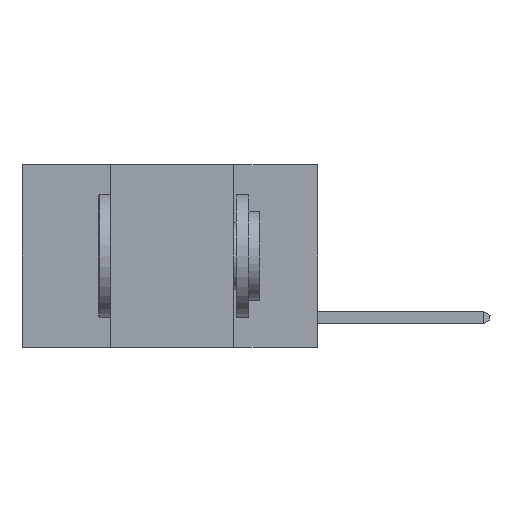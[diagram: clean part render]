
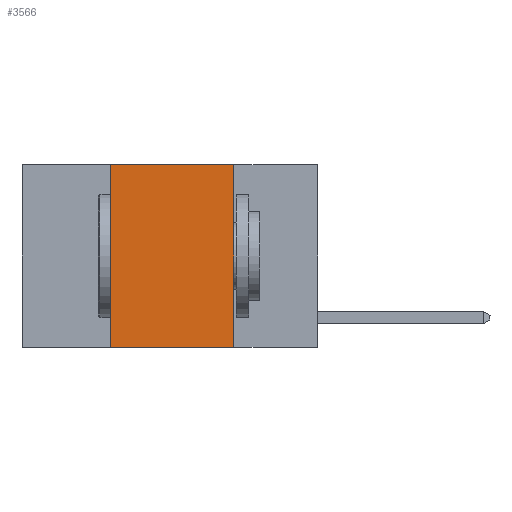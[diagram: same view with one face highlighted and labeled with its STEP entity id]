
A CAD part, left-side view. The second image highlights one B-rep face of the part: STEP entity #3566.
In plain terms, the highlighted planar face has unit normal (-1, 0, 0).
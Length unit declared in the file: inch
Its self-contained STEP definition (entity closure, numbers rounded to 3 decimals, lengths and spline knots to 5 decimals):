
#531 = EDGE_CURVE ( 'NONE', #6154, #9377, #8974, .T. ) ;
#580 = CARTESIAN_POINT ( 'NONE',  ( 0., 0.17, -0.37 ) ) ;
#1153 = CARTESIAN_POINT ( 'NONE',  ( 0., 0.6, 0. ) ) ;
#1189 = CARTESIAN_POINT ( 'NONE',  ( 0., 0.6, -0.37 ) ) ;
#1689 = LINE ( 'NONE', #5909, #6476 ) ;
#2343 = DIRECTION ( 'NONE',  ( 0., 0., -1. ) ) ;
#2815 = ORIENTED_EDGE ( 'NONE', *, *, #3564, .T. ) ;
#3564 = EDGE_CURVE ( 'NONE', #6154, #5581, #4946, .T. ) ;
#3566 = ADVANCED_FACE ( 'NONE', ( #6696 ), #4653, .F. ) ;
#3663 = ORIENTED_EDGE ( 'NONE', *, *, #10200, .F. ) ;
#3826 = CARTESIAN_POINT ( 'NONE',  ( 0., 0.42, 0. ) ) ;
#4338 = EDGE_CURVE ( 'NONE', #9377, #7887, #8744, .T. ) ;
#4579 = DIRECTION ( 'NONE',  ( 1., 0., 0. ) ) ;
#4653 = PLANE ( 'NONE',  #5591 ) ;
#4946 = LINE ( 'NONE', #1189, #8092 ) ;
#5323 = CARTESIAN_POINT ( 'NONE',  ( 0., 0.17, 0. ) ) ;
#5453 = CARTESIAN_POINT ( 'NONE',  ( 0., 0.42, 0. ) ) ;
#5581 = VERTEX_POINT ( 'NONE', #580 ) ;
#5591 = AXIS2_PLACEMENT_3D ( 'NONE', #1153, #4579, #9806 ) ;
#5909 = CARTESIAN_POINT ( 'NONE',  ( 0., 0.17, 0. ) ) ;
#6154 = VERTEX_POINT ( 'NONE', #11307 ) ;
#6315 = DIRECTION ( 'NONE',  ( 0., -1., 0. ) ) ;
#6476 = VECTOR ( 'NONE', #2343, 39.37008 ) ;
#6696 = FACE_OUTER_BOUND ( 'NONE', #10774, .T. ) ;
#6790 = CARTESIAN_POINT ( 'NONE',  ( 0., 0.6, 0. ) ) ;
#6957 = VECTOR ( 'NONE', #9343, 39.37008 ) ;
#7204 = DIRECTION ( 'NONE',  ( 0., 0., 1. ) ) ;
#7887 = VERTEX_POINT ( 'NONE', #5323 ) ;
#8013 = VECTOR ( 'NONE', #7204, 39.37008 ) ;
#8092 = VECTOR ( 'NONE', #6315, 39.37008 ) ;
#8611 = ORIENTED_EDGE ( 'NONE', *, *, #4338, .F. ) ;
#8744 = LINE ( 'NONE', #6790, #6957 ) ;
#8895 = ORIENTED_EDGE ( 'NONE', *, *, #531, .F. ) ;
#8974 = LINE ( 'NONE', #3826, #8013 ) ;
#9343 = DIRECTION ( 'NONE',  ( 0., -1., 0. ) ) ;
#9377 = VERTEX_POINT ( 'NONE', #5453 ) ;
#9806 = DIRECTION ( 'NONE',  ( 0., 0., -1. ) ) ;
#10200 = EDGE_CURVE ( 'NONE', #7887, #5581, #1689, .T. ) ;
#10774 = EDGE_LOOP ( 'NONE', ( #3663, #8611, #8895, #2815 ) ) ;
#11307 = CARTESIAN_POINT ( 'NONE',  ( 0., 0.42, -0.37 ) ) ;
